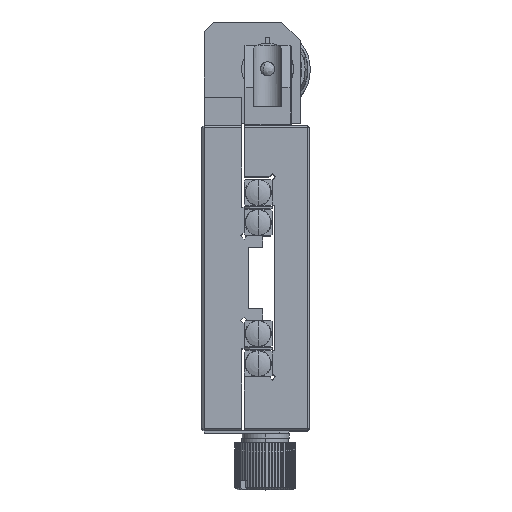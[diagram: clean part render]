
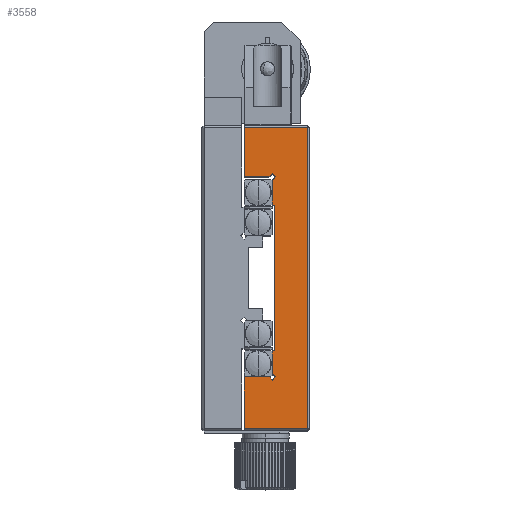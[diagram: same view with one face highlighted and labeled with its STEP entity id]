
A CAD part, top view. The second image highlights one B-rep face of the part: STEP entity #3558.
In plain terms, the highlighted planar face has unit normal (0, 0, 1).
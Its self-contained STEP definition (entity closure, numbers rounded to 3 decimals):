
#52 = DIRECTION ( 'NONE',  ( -1., 0., 0. ) ) ;
#95 = DIRECTION ( 'NONE',  ( 0., -1., 0. ) ) ;
#105 = LINE ( 'NONE', #32111, #2326 ) ;
#106 = CARTESIAN_POINT ( 'NONE',  ( -4.48, 18.359, 32.5 ) ) ;
#737 = VERTEX_POINT ( 'NONE', #38201 ) ;
#781 = DIRECTION ( 'NONE',  ( 1., 0., 0. ) ) ;
#1180 = CARTESIAN_POINT ( 'NONE',  ( -4.48, 18.359, 32.5 ) ) ;
#1324 = DIRECTION ( 'NONE',  ( 0., -1., 0. ) ) ;
#1484 = CARTESIAN_POINT ( 'NONE',  ( 2.813, -18.641, 32.5 ) ) ;
#1717 = VERTEX_POINT ( 'NONE', #21109 ) ;
#1803 = EDGE_CURVE ( 'NONE', #18916, #19800, #37411, .T. ) ;
#1966 = CARTESIAN_POINT ( 'NONE',  ( 2.813, 28.859, 32.5 ) ) ;
#2165 = CARTESIAN_POINT ( 'NONE',  ( -4.687, -18.641, 32.5 ) ) ;
#2326 = VECTOR ( 'NONE', #12422, 1000. ) ;
#2329 = CARTESIAN_POINT ( 'NONE',  ( -11.187, 28.859, 32.5 ) ) ;
#2622 = DIRECTION ( 'NONE',  ( 0.707, -0.707, 0. ) ) ;
#2682 = VERTEX_POINT ( 'NONE', #1180 ) ;
#2741 = LINE ( 'NONE', #106, #9800 ) ;
#2756 = EDGE_CURVE ( 'NONE', #31226, #9938, #31631, .T. ) ;
#2951 = EDGE_CURVE ( 'NONE', #1717, #7162, #33643, .T. ) ;
#3139 = CARTESIAN_POINT ( 'NONE',  ( -5.187, 19.066, 32.5 ) ) ;
#3293 = EDGE_CURVE ( 'NONE', #5029, #737, #15257, .T. ) ;
#3361 = VECTOR ( 'NONE', #2622, 1000. ) ;
#3558 = ADVANCED_FACE ( 'NONE', ( #23034 ), #13768, .T. ) ;
#4014 = CARTESIAN_POINT ( 'NONE',  ( 2.313, -35.641, 32.5 ) ) ;
#4445 = VECTOR ( 'NONE', #17052, 1000. ) ;
#4739 = CARTESIAN_POINT ( 'NONE',  ( -5.187, -24.848, 32.5 ) ) ;
#4881 = EDGE_CURVE ( 'NONE', #22312, #5883, #35601, .T. ) ;
#5029 = VERTEX_POINT ( 'NONE', #31129 ) ;
#5081 = CARTESIAN_POINT ( 'NONE',  ( -5.187, 19.066, 32.5 ) ) ;
#5384 = DIRECTION ( 'NONE',  ( 0.707, 0.707, 0. ) ) ;
#5418 = ORIENTED_EDGE ( 'NONE', *, *, #22544, .T. ) ;
#5426 = DIRECTION ( 'NONE',  ( 0., -1., 0. ) ) ;
#5883 = VERTEX_POINT ( 'NONE', #31552 ) ;
#5920 = VECTOR ( 'NONE', #5426, 1000. ) ;
#5935 = CARTESIAN_POINT ( 'NONE',  ( -5.187, 17.652, 32.5 ) ) ;
#6275 = EDGE_CURVE ( 'NONE', #9225, #26735, #22850, .T. ) ;
#6376 = DIRECTION ( 'NONE',  ( -0.707, -0.707, 0. ) ) ;
#7162 = VERTEX_POINT ( 'NONE', #2165 ) ;
#7552 = DIRECTION ( 'NONE',  ( -1., 0., 0. ) ) ;
#8100 = LINE ( 'NONE', #5081, #3361 ) ;
#8304 = VECTOR ( 'NONE', #32976, 1000. ) ;
#8783 = LINE ( 'NONE', #18058, #8304 ) ;
#9225 = VERTEX_POINT ( 'NONE', #18370 ) ;
#9503 = EDGE_CURVE ( 'NONE', #31226, #29180, #32436, .T. ) ;
#9581 = ORIENTED_EDGE ( 'NONE', *, *, #27961, .T. ) ;
#9784 = CARTESIAN_POINT ( 'NONE',  ( -11.187, 29.359, 32.5 ) ) ;
#9800 = VECTOR ( 'NONE', #6376, 1000. ) ;
#9938 = VERTEX_POINT ( 'NONE', #35908 ) ;
#10465 = EDGE_CURVE ( 'NONE', #2682, #13192, #2741, .T. ) ;
#11177 = LINE ( 'NONE', #1484, #21100 ) ;
#12422 = DIRECTION ( 'NONE',  ( 1., 0., 0. ) ) ;
#12448 = ORIENTED_EDGE ( 'NONE', *, *, #2756, .F. ) ;
#12860 = ORIENTED_EDGE ( 'NONE', *, *, #4881, .T. ) ;
#13192 = VERTEX_POINT ( 'NONE', #5935 ) ;
#13768 = PLANE ( 'NONE',  #30410 ) ;
#14876 = LINE ( 'NONE', #30205, #23715 ) ;
#15006 = LINE ( 'NONE', #30918, #17697 ) ;
#15257 = LINE ( 'NONE', #3139, #38809 ) ;
#15831 = VECTOR ( 'NONE', #24733, 1000. ) ;
#16280 = LINE ( 'NONE', #28967, #28572 ) ;
#16323 = DIRECTION ( 'NONE',  ( 0., -1., 0. ) ) ;
#16824 = CARTESIAN_POINT ( 'NONE',  ( -5.187, -23.434, 32.5 ) ) ;
#17052 = DIRECTION ( 'NONE',  ( -0.707, 0.707, 0. ) ) ;
#17302 = CARTESIAN_POINT ( 'NONE',  ( -5.187, 12.359, 32.5 ) ) ;
#17697 = VECTOR ( 'NONE', #52, 1000. ) ;
#17731 = DIRECTION ( 'NONE',  ( 0.707, -0.707, 0. ) ) ;
#17788 = ORIENTED_EDGE ( 'NONE', *, *, #39118, .T. ) ;
#18020 = VERTEX_POINT ( 'NONE', #34889 ) ;
#18058 = CARTESIAN_POINT ( 'NONE',  ( -5.187, 17.652, 32.5 ) ) ;
#18370 = CARTESIAN_POINT ( 'NONE',  ( -5.187, -18.641, 32.5 ) ) ;
#18772 = VECTOR ( 'NONE', #16323, 1000. ) ;
#18916 = VERTEX_POINT ( 'NONE', #35960 ) ;
#19159 = ORIENTED_EDGE ( 'NONE', *, *, #34096, .T. ) ;
#19472 = ORIENTED_EDGE ( 'NONE', *, *, #10465, .T. ) ;
#19551 = ORIENTED_EDGE ( 'NONE', *, *, #6275, .T. ) ;
#19614 = DIRECTION ( 'NONE',  ( 1., 0., 0. ) ) ;
#19696 = VERTEX_POINT ( 'NONE', #17302 ) ;
#19800 = VERTEX_POINT ( 'NONE', #29997 ) ;
#19830 = CARTESIAN_POINT ( 'NONE',  ( -5.187, -18.641, 32.5 ) ) ;
#20094 = VECTOR ( 'NONE', #781, 1000. ) ;
#21100 = VECTOR ( 'NONE', #7552, 1000. ) ;
#21109 = CARTESIAN_POINT ( 'NONE',  ( -4.687, 12.359, 32.5 ) ) ;
#22312 = VERTEX_POINT ( 'NONE', #31891 ) ;
#22544 = EDGE_CURVE ( 'NONE', #737, #2682, #8100, .T. ) ;
#22591 = ORIENTED_EDGE ( 'NONE', *, *, #37879, .T. ) ;
#22763 = EDGE_CURVE ( 'NONE', #19696, #1717, #34696, .T. ) ;
#22850 = LINE ( 'NONE', #19830, #39800 ) ;
#23034 = FACE_OUTER_BOUND ( 'NONE', #25872, .T. ) ;
#23715 = VECTOR ( 'NONE', #17731, 1000. ) ;
#24319 = EDGE_CURVE ( 'NONE', #29180, #35727, #16280, .T. ) ;
#24416 = CARTESIAN_POINT ( 'NONE',  ( 2.313, 28.859, 32.5 ) ) ;
#24477 = VECTOR ( 'NONE', #95, 1000. ) ;
#24525 = CARTESIAN_POINT ( 'NONE',  ( -4.48, -24.141, 32.5 ) ) ;
#24542 = ORIENTED_EDGE ( 'NONE', *, *, #30821, .T. ) ;
#24733 = DIRECTION ( 'NONE',  ( -0.707, -0.707, 0. ) ) ;
#25588 = ORIENTED_EDGE ( 'NONE', *, *, #2951, .T. ) ;
#25641 = CARTESIAN_POINT ( 'NONE',  ( 2.813, 29.359, 32.5 ) ) ;
#25872 = EDGE_LOOP ( 'NONE', ( #12860, #24542, #35882, #26592, #12448, #34325, #33674, #22591, #28596, #5418, #19472, #35682, #37598, #25588, #9581, #19551, #19159, #17788 ) ) ;
#26592 = ORIENTED_EDGE ( 'NONE', *, *, #32226, .T. ) ;
#26735 = VERTEX_POINT ( 'NONE', #16824 ) ;
#27961 = EDGE_CURVE ( 'NONE', #7162, #9225, #11177, .T. ) ;
#28572 = VECTOR ( 'NONE', #1324, 1000. ) ;
#28596 = ORIENTED_EDGE ( 'NONE', *, *, #3293, .T. ) ;
#28811 = DIRECTION ( 'NONE',  ( -1., 0., 0. ) ) ;
#28967 = CARTESIAN_POINT ( 'NONE',  ( -11.187, 29.359, 32.5 ) ) ;
#29180 = VERTEX_POINT ( 'NONE', #2329 ) ;
#29213 = EDGE_CURVE ( 'NONE', #13192, #19696, #8783, .T. ) ;
#29997 = CARTESIAN_POINT ( 'NONE',  ( -11.187, -35.141, 32.5 ) ) ;
#30205 = CARTESIAN_POINT ( 'NONE',  ( -5.187, -23.434, 32.5 ) ) ;
#30410 = AXIS2_PLACEMENT_3D ( 'NONE', #25641, #35352, #19614 ) ;
#30821 = EDGE_CURVE ( 'NONE', #5883, #18916, #15006, .T. ) ;
#30918 = CARTESIAN_POINT ( 'NONE',  ( 2.813, -24.141, 32.5 ) ) ;
#31129 = CARTESIAN_POINT ( 'NONE',  ( -5.894, 18.359, 32.5 ) ) ;
#31226 = VERTEX_POINT ( 'NONE', #24416 ) ;
#31552 = CARTESIAN_POINT ( 'NONE',  ( -5.894, -24.141, 32.5 ) ) ;
#31588 = VECTOR ( 'NONE', #28811, 1000. ) ;
#31629 = CARTESIAN_POINT ( 'NONE',  ( 2.813, 12.359, 32.5 ) ) ;
#31631 = LINE ( 'NONE', #4014, #18772 ) ;
#31716 = DIRECTION ( 'NONE',  ( 1., 0., 0. ) ) ;
#31891 = CARTESIAN_POINT ( 'NONE',  ( -5.187, -24.848, 32.5 ) ) ;
#31922 = DIRECTION ( 'NONE',  ( 0., -1., 0. ) ) ;
#32111 = CARTESIAN_POINT ( 'NONE',  ( 2.813, -35.141, 32.5 ) ) ;
#32226 = EDGE_CURVE ( 'NONE', #19800, #9938, #105, .T. ) ;
#32436 = LINE ( 'NONE', #1966, #31588 ) ;
#32487 = VECTOR ( 'NONE', #31716, 1000. ) ;
#32976 = DIRECTION ( 'NONE',  ( 0., -1., 0. ) ) ;
#33643 = LINE ( 'NONE', #36674, #5920 ) ;
#33674 = ORIENTED_EDGE ( 'NONE', *, *, #24319, .T. ) ;
#34024 = LINE ( 'NONE', #24525, #15831 ) ;
#34096 = EDGE_CURVE ( 'NONE', #26735, #18020, #14876, .T. ) ;
#34325 = ORIENTED_EDGE ( 'NONE', *, *, #9503, .T. ) ;
#34579 = CARTESIAN_POINT ( 'NONE',  ( 2.813, 18.359, 32.5 ) ) ;
#34601 = CARTESIAN_POINT ( 'NONE',  ( -11.187, 18.359, 32.5 ) ) ;
#34696 = LINE ( 'NONE', #31629, #20094 ) ;
#34889 = CARTESIAN_POINT ( 'NONE',  ( -4.48, -24.141, 32.5 ) ) ;
#35352 = DIRECTION ( 'NONE',  ( 0., 0., 1. ) ) ;
#35601 = LINE ( 'NONE', #4739, #4445 ) ;
#35682 = ORIENTED_EDGE ( 'NONE', *, *, #29213, .T. ) ;
#35727 = VERTEX_POINT ( 'NONE', #34601 ) ;
#35882 = ORIENTED_EDGE ( 'NONE', *, *, #1803, .T. ) ;
#35908 = CARTESIAN_POINT ( 'NONE',  ( 2.313, -35.141, 32.5 ) ) ;
#35960 = CARTESIAN_POINT ( 'NONE',  ( -11.187, -24.141, 32.5 ) ) ;
#36674 = CARTESIAN_POINT ( 'NONE',  ( -4.687, 29.359, 32.5 ) ) ;
#37411 = LINE ( 'NONE', #9784, #24477 ) ;
#37598 = ORIENTED_EDGE ( 'NONE', *, *, #22763, .T. ) ;
#37783 = LINE ( 'NONE', #34579, #32487 ) ;
#37879 = EDGE_CURVE ( 'NONE', #35727, #5029, #37783, .T. ) ;
#38201 = CARTESIAN_POINT ( 'NONE',  ( -5.187, 19.066, 32.5 ) ) ;
#38809 = VECTOR ( 'NONE', #5384, 1000. ) ;
#39118 = EDGE_CURVE ( 'NONE', #18020, #22312, #34024, .T. ) ;
#39800 = VECTOR ( 'NONE', #31922, 1000. ) ;
